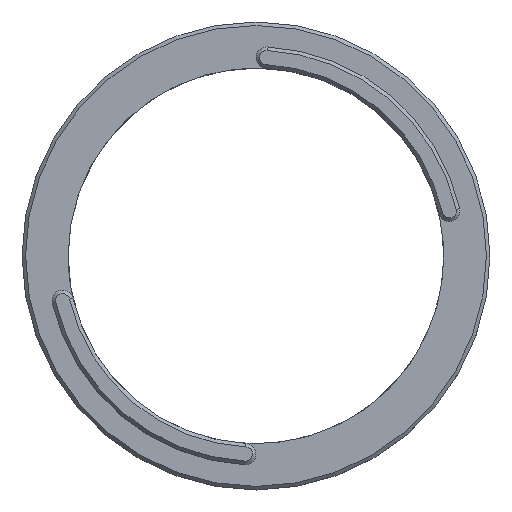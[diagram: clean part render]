
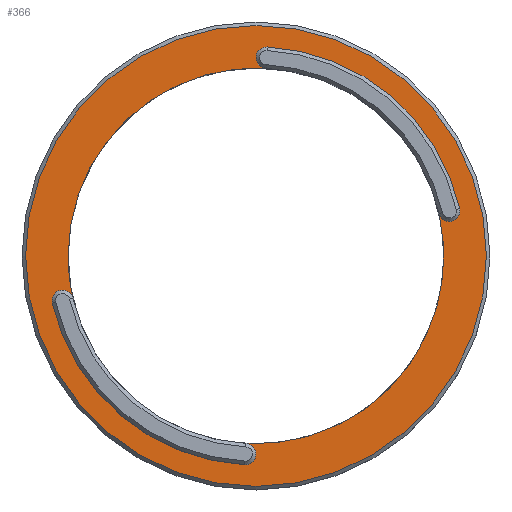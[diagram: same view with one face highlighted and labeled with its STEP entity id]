
A CAD part, top view. The second image highlights one B-rep face of the part: STEP entity #366.
In plain terms, the highlighted planar face has unit normal (0, 0, 1).
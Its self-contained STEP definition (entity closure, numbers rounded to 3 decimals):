
#15=FACE_BOUND('',#71,.T.);
#19=PLANE('',#431);
#47=FACE_OUTER_BOUND('',#70,.T.);
#70=EDGE_LOOP('',(#313));
#71=EDGE_LOOP('',(#314,#315,#316,#317,#318,#319,#320,#321,#322));
#85=CIRCLE('',#398,1.5);
#86=CIRCLE('',#400,29.5);
#95=CIRCLE('',#415,1.5);
#96=CIRCLE('',#417,29.5);
#97=CIRCLE('',#420,1.5);
#98=CIRCLE('',#422,1.5);
#99=CIRCLE('',#424,26.5);
#101=CIRCLE('',#426,26.5);
#102=CIRCLE('',#427,26.5);
#104=CIRCLE('',#430,32.5);
#158=VERTEX_POINT('',#596);
#159=VERTEX_POINT('',#598);
#160=VERTEX_POINT('',#602);
#169=VERTEX_POINT('',#631);
#170=VERTEX_POINT('',#633);
#171=VERTEX_POINT('',#637);
#172=VERTEX_POINT('',#642);
#173=VERTEX_POINT('',#646);
#174=VERTEX_POINT('',#650);
#177=VERTEX_POINT('',#660);
#194=EDGE_CURVE('',#158,#159,#85,.T.);
#197=EDGE_CURVE('',#158,#160,#86,.F.);
#211=EDGE_CURVE('',#169,#170,#95,.T.);
#214=EDGE_CURVE('',#169,#171,#96,.F.);
#216=EDGE_CURVE('',#172,#160,#97,.T.);
#218=EDGE_CURVE('',#173,#171,#98,.T.);
#219=EDGE_CURVE('',#174,#159,#99,.T.);
#222=EDGE_CURVE('',#173,#174,#101,.T.);
#223=EDGE_CURVE('',#172,#170,#102,.T.);
#226=EDGE_CURVE('',#177,#177,#104,.T.);
#313=ORIENTED_EDGE('',*,*,#226,.F.);
#314=ORIENTED_EDGE('',*,*,#194,.F.);
#315=ORIENTED_EDGE('',*,*,#197,.T.);
#316=ORIENTED_EDGE('',*,*,#216,.F.);
#317=ORIENTED_EDGE('',*,*,#223,.T.);
#318=ORIENTED_EDGE('',*,*,#211,.F.);
#319=ORIENTED_EDGE('',*,*,#214,.T.);
#320=ORIENTED_EDGE('',*,*,#218,.F.);
#321=ORIENTED_EDGE('',*,*,#222,.T.);
#322=ORIENTED_EDGE('',*,*,#219,.T.);
#366=ADVANCED_FACE('',(#47,#15),#19,.T.);
#398=AXIS2_PLACEMENT_3D('',#599,#472,#473);
#400=AXIS2_PLACEMENT_3D('',#604,#478,#479);
#415=AXIS2_PLACEMENT_3D('',#634,#513,#514);
#417=AXIS2_PLACEMENT_3D('',#639,#519,#520);
#420=AXIS2_PLACEMENT_3D('',#644,#526,#527);
#422=AXIS2_PLACEMENT_3D('',#648,#531,#532);
#424=AXIS2_PLACEMENT_3D('',#651,#535,#536);
#426=AXIS2_PLACEMENT_3D('',#655,#540,#541);
#427=AXIS2_PLACEMENT_3D('',#656,#542,#543);
#430=AXIS2_PLACEMENT_3D('',#662,#549,#550);
#431=AXIS2_PLACEMENT_3D('',#663,#551,#552);
#472=DIRECTION('center_axis',(0.,0.,
1.));
#473=DIRECTION('ref_axis',(-0.726,-0.688,0.));
#478=DIRECTION('center_axis',(0.,0.,
1.));
#479=DIRECTION('ref_axis',(-1.,0.,0.));
#513=DIRECTION('center_axis',(0.,0.,
1.));
#514=DIRECTION('ref_axis',(0.726,0.688,0.));
#519=DIRECTION('center_axis',(0.,0.,
1.));
#520=DIRECTION('ref_axis',(-1.,0.,0.));
#526=DIRECTION('center_axis',(0.,0.,
1.));
#527=DIRECTION('ref_axis',(0.834,-0.551,0.));
#531=DIRECTION('center_axis',(0.,0.,
1.));
#532=DIRECTION('ref_axis',(-0.834,0.551,0.));
#535=DIRECTION('center_axis',(0.,0.,
-1.));
#536=DIRECTION('ref_axis',(1.,0.,0.));
#540=DIRECTION('center_axis',(0.,0.,
-1.));
#541=DIRECTION('ref_axis',(1.,0.,0.));
#542=DIRECTION('center_axis',(0.,0.,
-1.));
#543=DIRECTION('ref_axis',(1.,0.,0.));
#549=DIRECTION('center_axis',(0.,0.,
-1.));
#550=DIRECTION('ref_axis',(1.,0.,0.));
#551=DIRECTION('center_axis',(0.,0.,
1.));
#552=DIRECTION('ref_axis',(1.,0.,0.));
#596=CARTESIAN_POINT('',(13.847,-0.434,-30.5));
#598=CARTESIAN_POINT('',(13.686,-3.43,-30.5));
#599=CARTESIAN_POINT('Origin',(13.766,-1.932,-30.5));
#602=CARTESIAN_POINT('',(41.002,-23.22,-30.5));
#604=CARTESIAN_POINT('Origin',(12.266,-29.892,-30.5));
#631=CARTESIAN_POINT('',(10.686,-59.349,-30.5));
#633=CARTESIAN_POINT('',(10.847,-56.354,-30.5));
#634=CARTESIAN_POINT('Origin',(10.766,-57.851,-30.5));
#637=CARTESIAN_POINT('',(-16.469,-36.563,-30.5));
#639=CARTESIAN_POINT('Origin',(12.266,-29.892,-30.5));
#642=CARTESIAN_POINT('',(38.08,-23.898,-30.5));
#644=CARTESIAN_POINT('Origin',(39.541,-23.559,-30.5));
#646=CARTESIAN_POINT('',(-13.547,-35.885,-30.5));
#648=CARTESIAN_POINT('Origin',(-15.008,-36.224,-30.5));
#650=CARTESIAN_POINT('',(-14.234,-29.892,-30.5));
#651=CARTESIAN_POINT('Origin',(12.266,-29.892,-30.5));
#655=CARTESIAN_POINT('Origin',(12.266,-29.892,-30.5));
#656=CARTESIAN_POINT('Origin',(12.266,-29.892,-30.5));
#660=CARTESIAN_POINT('',(-20.234,-29.892,-30.5));
#662=CARTESIAN_POINT('Origin',(12.266,-29.892,-30.5));
#663=CARTESIAN_POINT('Origin',(12.266,-29.892,-30.5));
